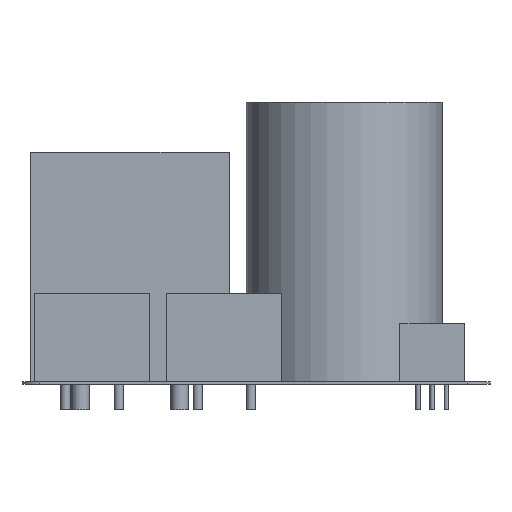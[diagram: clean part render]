
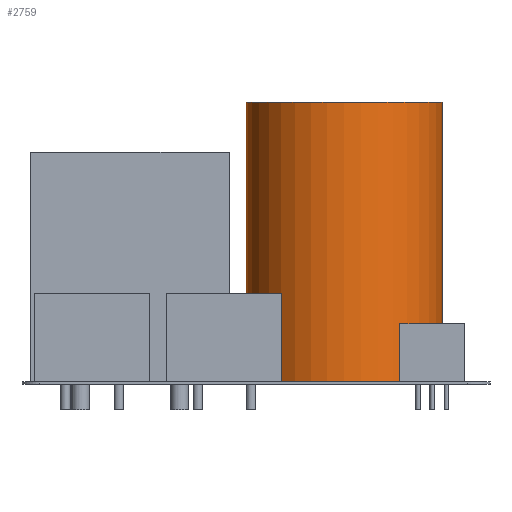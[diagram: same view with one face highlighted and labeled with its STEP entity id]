
A CAD part, front view. The second image highlights one B-rep face of the part: STEP entity #2759.
In plain terms, the highlighted cylindrical face has radius 17.501 mm (diameter 35.001 mm), a full revolution.
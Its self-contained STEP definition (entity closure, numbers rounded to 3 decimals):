
#2759 = ADVANCED_FACE('',(#2760),#2787,.T.);
#2760 = FACE_BOUND('',#2761,.T.);
#2761 = EDGE_LOOP('',(#2762,#2771,#2779,#2786));
#2762 = ORIENTED_EDGE('',*,*,#2763,.T.);
#2763 = EDGE_CURVE('',#2764,#2764,#2766,.T.);
#2764 = VERTEX_POINT('',#2765);
#2765 = CARTESIAN_POINT('',(17.501,0.,0.));
#2766 = CIRCLE('',#2767,17.501);
#2767 = AXIS2_PLACEMENT_3D('',#2768,#2769,#2770);
#2768 = CARTESIAN_POINT('',(0.,0.,0.));
#2769 = DIRECTION('',(0.,0.,1.));
#2770 = DIRECTION('',(1.,0.,0.));
#2771 = ORIENTED_EDGE('',*,*,#2772,.T.);
#2772 = EDGE_CURVE('',#2764,#2773,#2775,.T.);
#2773 = VERTEX_POINT('',#2774);
#2774 = CARTESIAN_POINT('',(17.501,0.,49.987));
#2775 = LINE('',#2776,#2777);
#2776 = CARTESIAN_POINT('',(17.501,0.,0.));
#2777 = VECTOR('',#2778,1.);
#2778 = DIRECTION('',(0.,0.,1.));
#2779 = ORIENTED_EDGE('',*,*,#2780,.F.);
#2780 = EDGE_CURVE('',#2773,#2773,#2781,.T.);
#2781 = CIRCLE('',#2782,17.501);
#2782 = AXIS2_PLACEMENT_3D('',#2783,#2784,#2785);
#2783 = CARTESIAN_POINT('',(0.,0.,49.987));
#2784 = DIRECTION('',(0.,0.,1.));
#2785 = DIRECTION('',(1.,0.,0.));
#2786 = ORIENTED_EDGE('',*,*,#2772,.F.);
#2787 = CYLINDRICAL_SURFACE('',#2788,17.501);
#2788 = AXIS2_PLACEMENT_3D('',#2789,#2790,#2791);
#2789 = CARTESIAN_POINT('',(0.,0.,0.));
#2790 = DIRECTION('',(0.,0.,-1.));
#2791 = DIRECTION('',(1.,0.,0.));
